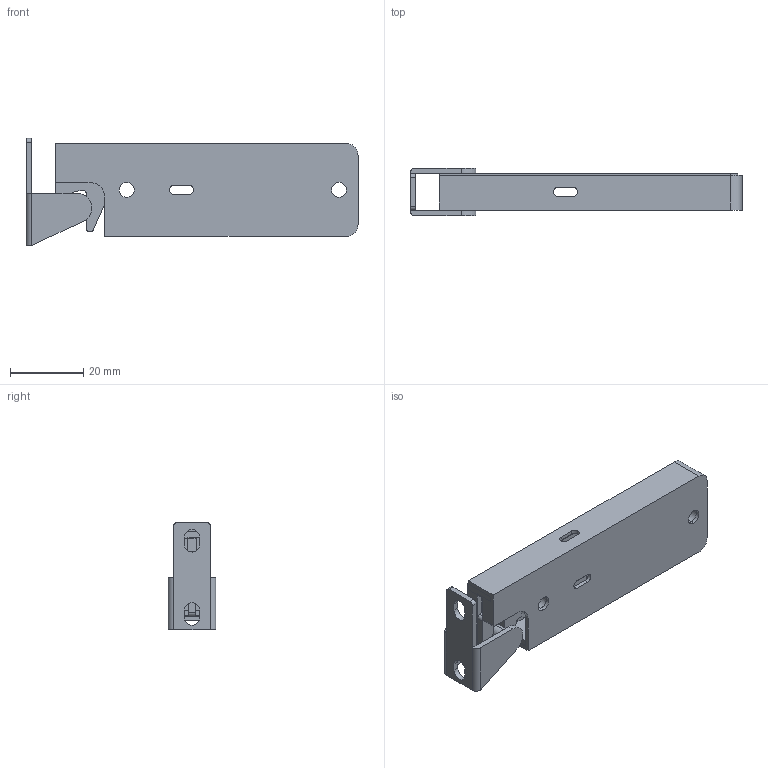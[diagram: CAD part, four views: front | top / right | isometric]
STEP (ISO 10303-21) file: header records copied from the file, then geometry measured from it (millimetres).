
FILE_DESCRIPTION( (''), '2;1');
FILE_NAME ('PC50.27176.LD-0045_19860.stp','2020-06-04T13:29:28',(''),(''),'spGate 16.7.1','','');
FILE_SCHEMA (('AUTOMOTIVE_DESIGN'));
Length unit declared in the file: millimetre
Products named in the file (5): Assembly; カバー; キーパー; ケース; ロック
Assembly tree (4 placements, depth 2):
  Assembly
    カバー
    キーパー
    ケース
    ロック
Bounding box: 90.7 x 13 x 29.25 mm (x, y, z)
Volume: 15161.4 mm3; surface area: 15856.3 mm2
Topology: 4 solids, 4 shells, 152 faces, 413 edges, 273 vertices
Faces by surface type: plane 84, cylinder 68
Entity records: 8253 total; most frequent: CARTESIAN_POINT 868, DIRECTION 854, ORIENTED_EDGE 826, COLOUR_RGB 569, PRESENTATION_STYLE_ASSIGNMENT 569, STYLED_ITEM 569, EDGE_CURVE 413, DRAUGHTING_PRE_DEFINED_CURVE_FONT 413
